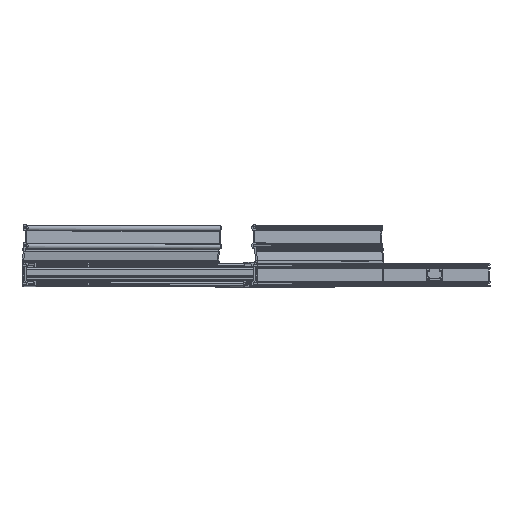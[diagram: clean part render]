
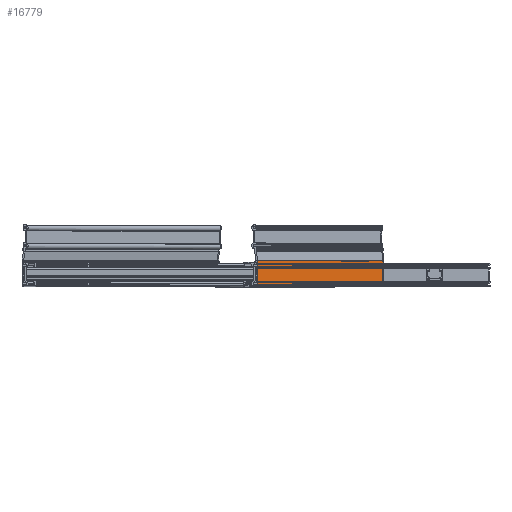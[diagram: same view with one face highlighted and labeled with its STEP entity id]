
A CAD part, top view. The second image highlights one B-rep face of the part: STEP entity #16779.
In plain terms, the highlighted face is planar.
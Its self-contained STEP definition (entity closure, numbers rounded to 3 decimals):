
#43 = PLANE ( 'NONE',  #19229 ) ;
#252 = EDGE_LOOP ( 'NONE', ( #15088, #10952, #1323, #1082 ) ) ;
#1082 = ORIENTED_EDGE ( 'NONE', *, *, #17841, .T. ) ;
#1313 = VECTOR ( 'NONE', #3818, 1000. ) ;
#1323 = ORIENTED_EDGE ( 'NONE', *, *, #7650, .T. ) ;
#2703 = DIRECTION ( 'NONE',  ( -1., 0., 0. ) ) ;
#2899 = VECTOR ( 'NONE', #4625, 1000. ) ;
#3353 = VERTEX_POINT ( 'NONE', #11294 ) ;
#3818 = DIRECTION ( 'NONE',  ( 0., -1., 0. ) ) ;
#3915 = VECTOR ( 'NONE', #18712, 1000. ) ;
#4278 = LINE ( 'NONE', #16234, #18266 ) ;
#4625 = DIRECTION ( 'NONE',  ( 0., 0., -1. ) ) ;
#4867 = EDGE_CURVE ( 'NONE', #5469, #3353, #12073, .T. ) ;
#5469 = VERTEX_POINT ( 'NONE', #12118 ) ;
#5932 = FACE_OUTER_BOUND ( 'NONE', #252, .T. ) ;
#7055 = LINE ( 'NONE', #7153, #1313 ) ;
#7153 = CARTESIAN_POINT ( 'NONE',  ( 2., 500., 14.5 ) ) ;
#7650 = EDGE_CURVE ( 'NONE', #5469, #11736, #7055, .T. ) ;
#9732 = VERTEX_POINT ( 'NONE', #11156 ) ;
#10154 = DIRECTION ( 'NONE',  ( 0., 0., 1. ) ) ;
#10952 = ORIENTED_EDGE ( 'NONE', *, *, #4867, .F. ) ;
#11156 = CARTESIAN_POINT ( 'NONE',  ( 2., 0., -18.68 ) ) ;
#11183 = CARTESIAN_POINT ( 'NONE',  ( 2., 0., 14.5 ) ) ;
#11294 = CARTESIAN_POINT ( 'NONE',  ( 2., 235.59, -18.68 ) ) ;
#11736 = VERTEX_POINT ( 'NONE', #11183 ) ;
#12073 = LINE ( 'NONE', #18036, #2899 ) ;
#12118 = CARTESIAN_POINT ( 'NONE',  ( 2., 235.59, 14.5 ) ) ;
#15088 = ORIENTED_EDGE ( 'NONE', *, *, #16766, .F. ) ;
#16234 = CARTESIAN_POINT ( 'NONE',  ( 2., 500., -18.68 ) ) ;
#16325 = DIRECTION ( 'NONE',  ( 0., -1., 0. ) ) ;
#16766 = EDGE_CURVE ( 'NONE', #3353, #9732, #4278, .T. ) ;
#16779 = ADVANCED_FACE ( 'NONE', ( #5932 ), #43, .F. ) ;
#17350 = LINE ( 'NONE', #18511, #3915 ) ;
#17841 = EDGE_CURVE ( 'NONE', #11736, #9732, #17350, .T. ) ;
#17881 = CARTESIAN_POINT ( 'NONE',  ( 2., 500., 14.5 ) ) ;
#18036 = CARTESIAN_POINT ( 'NONE',  ( 2., 235.59, 15.5 ) ) ;
#18266 = VECTOR ( 'NONE', #16325, 1000. ) ;
#18511 = CARTESIAN_POINT ( 'NONE',  ( 2., 0., 14.5 ) ) ;
#18712 = DIRECTION ( 'NONE',  ( 0., 0., -1. ) ) ;
#19229 = AXIS2_PLACEMENT_3D ( 'NONE', #17881, #2703, #10154 ) ;
